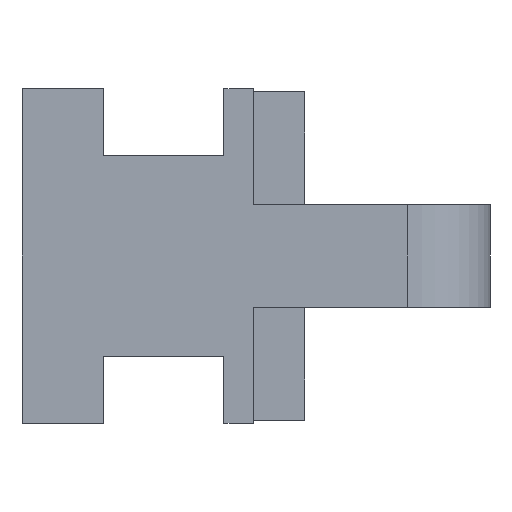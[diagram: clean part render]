
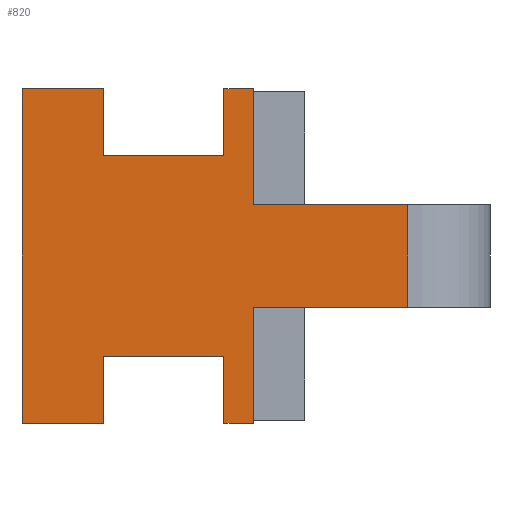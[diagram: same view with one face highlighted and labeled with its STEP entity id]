
A CAD part, left-side view. The second image highlights one B-rep face of the part: STEP entity #820.
In plain terms, the highlighted planar face has unit normal (-1, 0, 0).
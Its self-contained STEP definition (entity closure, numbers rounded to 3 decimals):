
#27=PLANE('',#884);
#67=FACE_OUTER_BOUND('',#112,.T.);
#112=EDGE_LOOP('',(#698,#699,#700,#701,#702,#703,#704,#705,#706,#707,#708,
#709,#710,#711,#712,#713));
#220=LINE('',#2836,#271);
#221=LINE('',#2840,#272);
#228=LINE('',#2874,#279);
#234=LINE('',#2887,#285);
#236=LINE('',#2891,#287);
#237=LINE('',#2893,#288);
#238=LINE('',#2894,#289);
#239=LINE('',#2896,#290);
#240=LINE('',#2898,#291);
#241=LINE('',#2900,#292);
#242=LINE('',#2902,#293);
#243=LINE('',#2904,#294);
#244=LINE('',#2906,#295);
#245=LINE('',#2908,#296);
#246=LINE('',#2910,#297);
#247=LINE('',#2911,#298);
#271=VECTOR('',#984,10.);
#272=VECTOR('',#987,10.);
#279=VECTOR('',#1004,10.);
#285=VECTOR('',#1016,10.);
#287=VECTOR('',#1020,10.);
#288=VECTOR('',#1021,10.);
#289=VECTOR('',#1022,10.);
#290=VECTOR('',#1023,10.);
#291=VECTOR('',#1024,10.);
#292=VECTOR('',#1025,10.);
#293=VECTOR('',#1026,10.);
#294=VECTOR('',#1027,10.);
#295=VECTOR('',#1028,10.);
#296=VECTOR('',#1029,10.);
#297=VECTOR('',#1030,10.);
#298=VECTOR('',#1031,10.);
#356=VERTEX_POINT('',#2833);
#357=VERTEX_POINT('',#2835);
#358=VERTEX_POINT('',#2837);
#359=VERTEX_POINT('',#2839);
#369=VERTEX_POINT('',#2872);
#373=VERTEX_POINT('',#2886);
#374=VERTEX_POINT('',#2890);
#375=VERTEX_POINT('',#2892);
#376=VERTEX_POINT('',#2895);
#377=VERTEX_POINT('',#2897);
#378=VERTEX_POINT('',#2899);
#379=VERTEX_POINT('',#2901);
#380=VERTEX_POINT('',#2903);
#381=VERTEX_POINT('',#2905);
#382=VERTEX_POINT('',#2907);
#383=VERTEX_POINT('',#2909);
#466=EDGE_CURVE('',#356,#357,#220,.T.);
#468=EDGE_CURVE('',#358,#359,#221,.T.);
#480=EDGE_CURVE('',#356,#369,#228,.T.);
#486=EDGE_CURVE('',#373,#359,#234,.T.);
#488=EDGE_CURVE('',#369,#374,#236,.T.);
#489=EDGE_CURVE('',#374,#375,#237,.T.);
#490=EDGE_CURVE('',#375,#373,#238,.T.);
#491=EDGE_CURVE('',#376,#358,#239,.T.);
#492=EDGE_CURVE('',#377,#376,#240,.T.);
#493=EDGE_CURVE('',#378,#377,#241,.T.);
#494=EDGE_CURVE('',#379,#378,#242,.T.);
#495=EDGE_CURVE('',#380,#379,#243,.T.);
#496=EDGE_CURVE('',#381,#380,#244,.T.);
#497=EDGE_CURVE('',#382,#381,#245,.T.);
#498=EDGE_CURVE('',#383,#382,#246,.T.);
#499=EDGE_CURVE('',#357,#383,#247,.T.);
#698=ORIENTED_EDGE('',*,*,#480,.T.);
#699=ORIENTED_EDGE('',*,*,#488,.T.);
#700=ORIENTED_EDGE('',*,*,#489,.T.);
#701=ORIENTED_EDGE('',*,*,#490,.T.);
#702=ORIENTED_EDGE('',*,*,#486,.T.);
#703=ORIENTED_EDGE('',*,*,#468,.F.);
#704=ORIENTED_EDGE('',*,*,#491,.F.);
#705=ORIENTED_EDGE('',*,*,#492,.F.);
#706=ORIENTED_EDGE('',*,*,#493,.F.);
#707=ORIENTED_EDGE('',*,*,#494,.F.);
#708=ORIENTED_EDGE('',*,*,#495,.F.);
#709=ORIENTED_EDGE('',*,*,#496,.F.);
#710=ORIENTED_EDGE('',*,*,#497,.F.);
#711=ORIENTED_EDGE('',*,*,#498,.F.);
#712=ORIENTED_EDGE('',*,*,#499,.F.);
#713=ORIENTED_EDGE('',*,*,#466,.F.);
#820=ADVANCED_FACE('',(#67),#27,.F.);
#884=AXIS2_PLACEMENT_3D('',#2889,#1018,#1019);
#984=DIRECTION('',(0.,1.,0.));
#987=DIRECTION('',(0.,-1.,0.));
#1004=DIRECTION('',(0.,0.,1.));
#1016=DIRECTION('',(0.,0.,1.));
#1018=DIRECTION('center_axis',(1.,0.,0.));
#1019=DIRECTION('ref_axis',(0.,0.,-1.));
#1020=DIRECTION('',(0.,-1.,0.));
#1021=DIRECTION('',(0.,0.,1.));
#1022=DIRECTION('',(0.,1.,0.));
#1023=DIRECTION('',(0.,0.,1.));
#1024=DIRECTION('',(0.,-1.,0.));
#1025=DIRECTION('',(0.,0.,-1.));
#1026=DIRECTION('',(0.,-1.,0.));
#1027=DIRECTION('',(0.,0.,1.));
#1028=DIRECTION('',(0.,1.,0.));
#1029=DIRECTION('',(0.,0.,-1.));
#1030=DIRECTION('',(0.,1.,0.));
#1031=DIRECTION('',(0.,0.,1.));
#2833=CARTESIAN_POINT('',(0.1,2.,-6.499));
#2835=CARTESIAN_POINT('',(0.1,3.15,-6.499));
#2836=CARTESIAN_POINT('',(0.1,1.575,-6.499));
#2837=CARTESIAN_POINT('',(0.1,3.15,6.499));
#2839=CARTESIAN_POINT('',(0.1,2.,6.499));
#2840=CARTESIAN_POINT('',(0.1,1.575,6.499));
#2872=CARTESIAN_POINT('',(0.1,2.,-2.));
#2874=CARTESIAN_POINT('',(0.1,2.,-1.625));
#2886=CARTESIAN_POINT('',(0.1,2.,2.));
#2887=CARTESIAN_POINT('',(0.1,2.,2.625));
#2889=CARTESIAN_POINT('Origin',(0.1,5.5,3.25));
#2890=CARTESIAN_POINT('',(0.1,-4.,-2.));
#2891=CARTESIAN_POINT('',(0.1,3.75,-2.));
#2892=CARTESIAN_POINT('',(0.1,-4.,2.));
#2893=CARTESIAN_POINT('',(0.1,-4.,0.));
#2894=CARTESIAN_POINT('',(0.1,2.75,2.));
#2895=CARTESIAN_POINT('',(0.1,3.15,3.899));
#2896=CARTESIAN_POINT('',(0.1,3.15,3.575));
#2897=CARTESIAN_POINT('',(0.1,7.85,3.899));
#2898=CARTESIAN_POINT('',(0.1,5.5,3.899));
#2899=CARTESIAN_POINT('',(0.1,7.85,6.499));
#2900=CARTESIAN_POINT('',(0.1,7.85,4.875));
#2901=CARTESIAN_POINT('',(0.1,11.,6.499));
#2902=CARTESIAN_POINT('',(0.1,9.425,6.499));
#2903=CARTESIAN_POINT('',(0.1,11.,-6.499));
#2904=CARTESIAN_POINT('',(0.1,11.,1.625));
#2905=CARTESIAN_POINT('',(0.1,7.85,-6.499));
#2906=CARTESIAN_POINT('',(0.1,9.425,-6.499));
#2907=CARTESIAN_POINT('',(0.1,7.85,-3.899));
#2908=CARTESIAN_POINT('',(0.1,7.85,4.875));
#2909=CARTESIAN_POINT('',(0.1,3.15,-3.899));
#2910=CARTESIAN_POINT('',(0.1,5.5,-3.899));
#2911=CARTESIAN_POINT('',(0.1,3.15,3.575));
